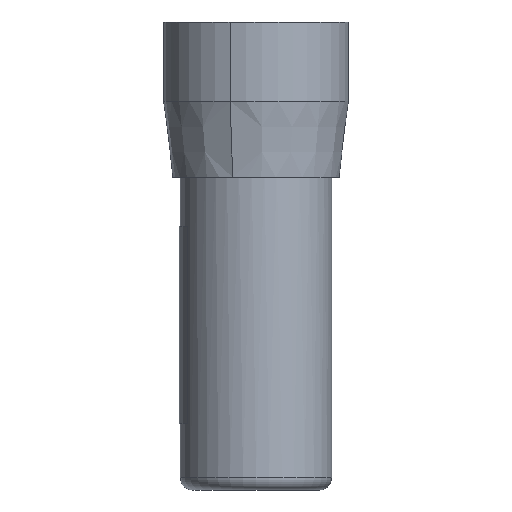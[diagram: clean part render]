
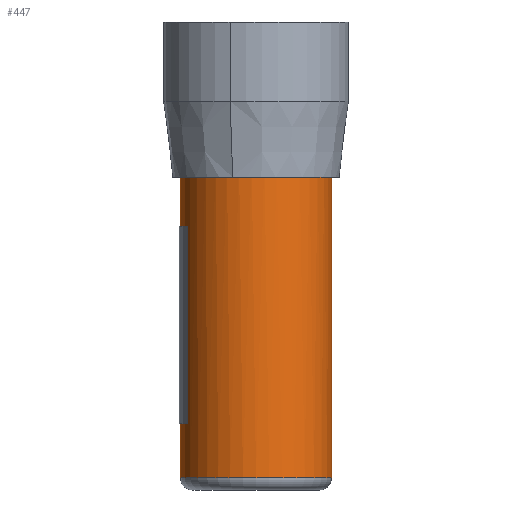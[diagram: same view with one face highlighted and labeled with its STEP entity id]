
A CAD part, left-side view. The second image highlights one B-rep face of the part: STEP entity #447.
In plain terms, the highlighted cylindrical face has radius 14.541 mm (diameter 29.083 mm), a partial arc.
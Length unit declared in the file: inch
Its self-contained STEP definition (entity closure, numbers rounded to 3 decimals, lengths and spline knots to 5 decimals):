
#121 = VERTEX_POINT ( 'NONE', #832 ) ;
#210 = AXIS2_PLACEMENT_3D ( 'NONE', #6200, #3706, #6856 ) ;
#223 = CARTESIAN_POINT ( 'NONE',  ( 0., -0.5725, 2.355 ) ) ;
#330 = AXIS2_PLACEMENT_3D ( 'NONE', #5604, #8149, #353 ) ;
#353 = DIRECTION ( 'NONE',  ( 0., -1., 0. ) ) ;
#382 = CARTESIAN_POINT ( 'NONE',  ( 0., 0.5725, 2.355 ) ) ;
#447 = ADVANCED_FACE ( 'NONE', ( #6320 ), #8245, .T. ) ;
#832 = CARTESIAN_POINT ( 'NONE',  ( -0.25, -0.51503, 2.355 ) ) ;
#871 = DIRECTION ( 'NONE',  ( 0., 0., 1. ) ) ;
#1018 = VERTEX_POINT ( 'NONE', #5184 ) ;
#1057 = LINE ( 'NONE', #223, #2666 ) ;
#1168 = EDGE_CURVE ( 'NONE', #1018, #6862, #1057, .T. ) ;
#1238 = VECTOR ( 'NONE', #3840, 39.37008 ) ;
#1303 = CARTESIAN_POINT ( 'NONE',  ( -0.25, -0.51503, 2.305 ) ) ;
#1320 = EDGE_CURVE ( 'NONE', #4833, #121, #6989, .T. ) ;
#1459 = EDGE_LOOP ( 'NONE', ( #1739, #5952, #2777, #5308, #1665, #5800 ) ) ;
#1665 = ORIENTED_EDGE ( 'NONE', *, *, #5994, .T. ) ;
#1739 = ORIENTED_EDGE ( 'NONE', *, *, #1168, .F. ) ;
#1743 = LINE ( 'NONE', #382, #7815 ) ;
#1828 = DIRECTION ( 'NONE',  ( 0., 0., 1. ) ) ;
#2258 = CIRCLE ( 'NONE', #5607, 0.5725 ) ;
#2279 = DIRECTION ( 'NONE',  ( 0., 0., -1. ) ) ;
#2393 = CARTESIAN_POINT ( 'NONE',  ( -0.25, -0.51503, 2.305 ) ) ;
#2511 = EDGE_CURVE ( 'NONE', #7285, #121, #2258, .T. ) ;
#2666 = VECTOR ( 'NONE', #5304, 39.37008 ) ;
#2777 = ORIENTED_EDGE ( 'NONE', *, *, #1320, .T. ) ;
#3706 = DIRECTION ( 'NONE',  ( 0., 0., -1. ) ) ;
#3814 = CIRCLE ( 'NONE', #4069, 0.5725 ) ;
#3840 = DIRECTION ( 'NONE',  ( 0., 0., 1. ) ) ;
#4069 = AXIS2_PLACEMENT_3D ( 'NONE', #4963, #1828, #5255 ) ;
#4833 = VERTEX_POINT ( 'NONE', #2393 ) ;
#4963 = CARTESIAN_POINT ( 'NONE',  ( 0., 0., -0.072 ) ) ;
#5071 = EDGE_CURVE ( 'NONE', #4833, #1018, #6432, .T. ) ;
#5184 = CARTESIAN_POINT ( 'NONE',  ( 0., -0.5725, 2.305 ) ) ;
#5255 = DIRECTION ( 'NONE',  ( 0., -1., 0. ) ) ;
#5304 = DIRECTION ( 'NONE',  ( 0., 0., -1. ) ) ;
#5308 = ORIENTED_EDGE ( 'NONE', *, *, #2511, .F. ) ;
#5533 = EDGE_CURVE ( 'NONE', #7064, #6862, #3814, .T. ) ;
#5604 = CARTESIAN_POINT ( 'NONE',  ( 0., 0., 2.305 ) ) ;
#5607 = AXIS2_PLACEMENT_3D ( 'NONE', #7847, #871, #7226 ) ;
#5731 = CARTESIAN_POINT ( 'NONE',  ( 0., 0.5725, -0.072 ) ) ;
#5800 = ORIENTED_EDGE ( 'NONE', *, *, #5533, .T. ) ;
#5948 = CARTESIAN_POINT ( 'NONE',  ( 0., -0.5725, -0.072 ) ) ;
#5952 = ORIENTED_EDGE ( 'NONE', *, *, #5071, .F. ) ;
#5994 = EDGE_CURVE ( 'NONE', #7285, #7064, #1743, .T. ) ;
#6200 = CARTESIAN_POINT ( 'NONE',  ( 0., 0., 2.355 ) ) ;
#6320 = FACE_OUTER_BOUND ( 'NONE', #1459, .T. ) ;
#6432 = CIRCLE ( 'NONE', #330, 0.5725 ) ;
#6856 = DIRECTION ( 'NONE',  ( 0., 1., 0. ) ) ;
#6862 = VERTEX_POINT ( 'NONE', #5948 ) ;
#6989 = LINE ( 'NONE', #1303, #1238 ) ;
#7064 = VERTEX_POINT ( 'NONE', #5731 ) ;
#7226 = DIRECTION ( 'NONE',  ( 0., -1., 0. ) ) ;
#7285 = VERTEX_POINT ( 'NONE', #7932 ) ;
#7815 = VECTOR ( 'NONE', #2279, 39.37008 ) ;
#7847 = CARTESIAN_POINT ( 'NONE',  ( 0., 0., 2.355 ) ) ;
#7932 = CARTESIAN_POINT ( 'NONE',  ( 0., 0.5725, 2.355 ) ) ;
#8149 = DIRECTION ( 'NONE',  ( 0., 0., 1. ) ) ;
#8245 = CYLINDRICAL_SURFACE ( 'NONE', #210, 0.5725 ) ;
